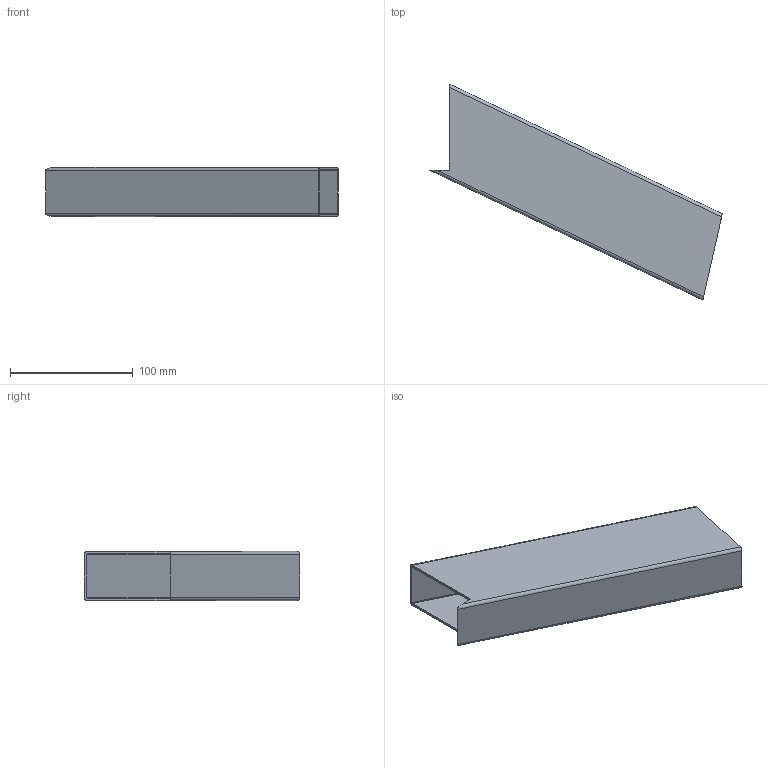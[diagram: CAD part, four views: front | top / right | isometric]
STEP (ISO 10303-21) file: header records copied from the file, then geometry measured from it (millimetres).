
FILE_DESCRIPTION(/* description */ (''),/* implementation_level */ '2;1');
FILE_NAME(/* name */ 'LONGH_INCLINATO_17.stp',/* time_stamp */ '2016-06-02T11:06:40+02:00',/* author */ (''),/* organization */ (''),/* preprocessor_version */ 'ST-DEVELOPER v16.5',/* originating_system */ 'Autodesk Translation Framework v5.0.0.3310',/* authorisation */ '');
FILE_SCHEMA (('AUTOMOTIVE_DESIGN { 1 0 10303 214 3 1 1 }'));
Length unit declared in the file: centimetre
Products named in the file (1): LONGH_INCLINATO_17
Bounding box: 238.15 x 175.65 x 40 mm (x, y, z)
Volume: 100722.6 mm3; surface area: 101740.6 mm2
Topology: 1 solids, 1 shells, 19 faces, 54 edges, 36 vertices
Faces by surface type: plane 11, cylinder 8
Entity records: 652 total; most frequent: DIRECTION 110, CARTESIAN_POINT 110, ORIENTED_EDGE 108, EDGE_CURVE 54, LINE 38, VECTOR 38, VERTEX_POINT 36, AXIS2_PLACEMENT_3D 36
